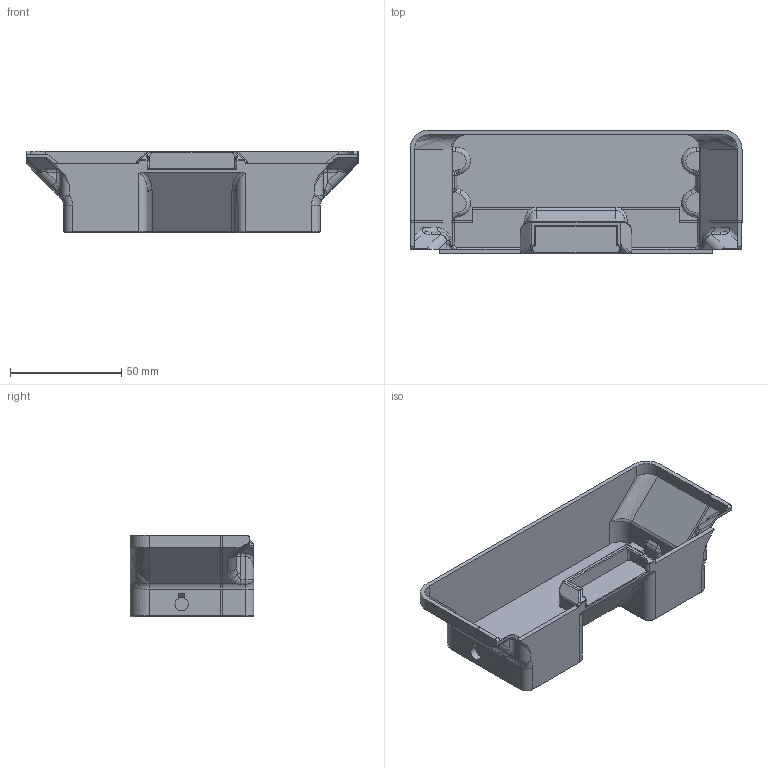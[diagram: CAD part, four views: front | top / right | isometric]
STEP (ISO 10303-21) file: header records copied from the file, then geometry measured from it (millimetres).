
FILE_DESCRIPTION(/* description */ (''),/* implementation_level */ '2;1');
FILE_NAME(/* name */ 'Bucket.stp',/* time_stamp */ '2022-07-24T15:27:47+02:00',/* author */ ('Rama'),/* organization */ (''),/* preprocessor_version */ 'ST-DEVELOPER v18.1',/* originating_system */ 'Autodesk Inventor 2022',/* authorisation */ '');
FILE_SCHEMA (('AUTOMOTIVE_DESIGN { 1 0 10303 214 3 1 1 }'));
Length unit declared in the file: millimetre
Products named in the file (3): Bucket_Final_Offset; BucketFinal_Offset; BucketFinal_Offset_1
Assembly tree (2 placements, depth 2):
  Bucket_Final_Offset
    BucketFinal_Offset
    BucketFinal_Offset_1
Bounding box: 149.4 x 55.7 x 36.65 mm (x, y, z)
Volume: 42363.4 mm3; surface area: 40393.4 mm2
Topology: 2 solids, 2 shells, 375 faces, 953 edges, 574 vertices
Faces by surface type: plane 141, cylinder 112, bspline 80, torus 16, cone 16, sphere 10
Full cylindrical faces by diameter (mm): 6.12 x4
Entity records: 20023 total; most frequent: CARTESIAN_POINT 10895, ORIENTED_EDGE 1878, DIRECTION 1793, EDGE_CURVE 939, AXIS2_PLACEMENT_3D 642, VERTEX_POINT 574, LINE 509, VECTOR 509
